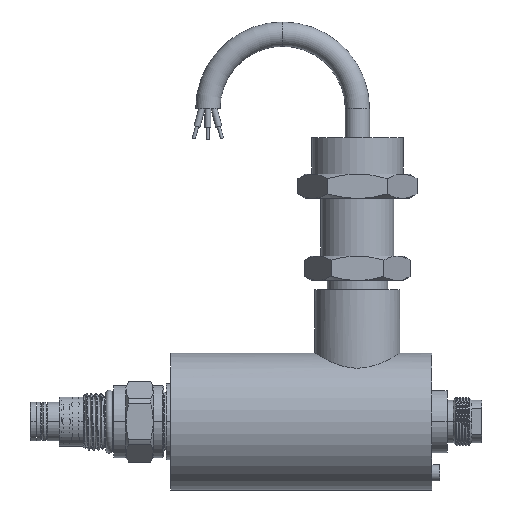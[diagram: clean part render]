
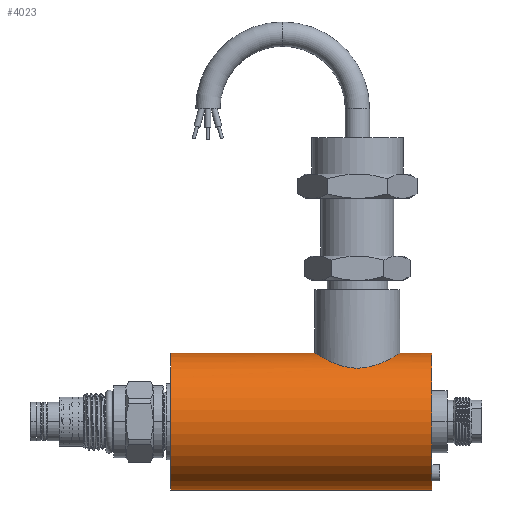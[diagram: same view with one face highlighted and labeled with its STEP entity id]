
A CAD part, front view. The second image highlights one B-rep face of the part: STEP entity #4023.
In plain terms, the highlighted cylindrical face has radius 22.5 mm (diameter 45 mm), a partial arc.
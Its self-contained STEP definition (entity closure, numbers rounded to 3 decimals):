
#41 = CARTESIAN_POINT ( 'NONE',  ( 76.069, -13.977, 17.632 ) ) ;
#146 = CARTESIAN_POINT ( 'NONE',  ( 77.476, -14., 17.614 ) ) ;
#194 = CARTESIAN_POINT ( 'NONE',  ( 63.476, -3.739, 22.206 ) ) ;
#216 = CIRCLE ( 'NONE', #2268, 22.5 ) ;
#571 = ORIENTED_EDGE ( 'NONE', *, *, #12665, .F. ) ;
#866 = VERTEX_POINT ( 'NONE', #8175 ) ;
#911 = VECTOR ( 'NONE', #6649, 1000. ) ;
#1121 = CARTESIAN_POINT ( 'NONE',  ( 89.715, -5.877, 21.723 ) ) ;
#1134 = FACE_OUTER_BOUND ( 'NONE', #2544, .T. ) ;
#1172 = CARTESIAN_POINT ( 'NONE',  ( 67.768, -10.534, 19.884 ) ) ;
#1218 = CARTESIAN_POINT ( 'NONE',  ( 64.925, -7.1, 21.354 ) ) ;
#1267 = CARTESIAN_POINT ( 'NONE',  ( 80.268, -13.621, 17.909 ) ) ;
#1348 = DIRECTION ( 'NONE',  ( -1., 0., 0. ) ) ;
#1488 = CARTESIAN_POINT ( 'NONE',  ( 15.5, 0., 0. ) ) ;
#1808 = DIRECTION ( 'NONE',  ( 1., 0., 0. ) ) ;
#1952 = LINE ( 'NONE', #12223, #6309 ) ;
#2268 = AXIS2_PLACEMENT_3D ( 'NONE', #1488, #1348, #13520 ) ;
#2404 = CARTESIAN_POINT ( 'NONE',  ( 69.94, -12.098, 18.972 ) ) ;
#2445 = DIRECTION ( 'NONE',  ( 0., 0., 1. ) ) ;
#2544 = EDGE_LOOP ( 'NONE', ( #13168, #10421, #571, #12536, #12987, #5736 ) ) ;
#2778 = VERTEX_POINT ( 'NONE', #10711 ) ;
#2833 = CARTESIAN_POINT ( 'NONE',  ( 15.5, 0., -22.5 ) ) ;
#2837 = DIRECTION ( 'NONE',  ( 0., 0., 1. ) ) ;
#3301 = DIRECTION ( 'NONE',  ( 1., 0., 0. ) ) ;
#3307 = CARTESIAN_POINT ( 'NONE',  ( 90.072, -5.033, 21.934 ) ) ;
#3353 = CARTESIAN_POINT ( 'NONE',  ( 73.288, -13.532, 17.978 ) ) ;
#3416 = CARTESIAN_POINT ( 'NONE',  ( 86.564, -10.233, 20.041 ) ) ;
#3465 = CARTESIAN_POINT ( 'NONE',  ( 85.541, -11.101, 19.573 ) ) ;
#3877 = CIRCLE ( 'NONE', #4964, 22.5 ) ;
#4023 = ADVANCED_FACE ( 'NONE', ( #1134 ), #10205, .T. ) ;
#4483 = CARTESIAN_POINT ( 'NONE',  ( 72.41, -13.258, 18.184 ) ) ;
#4578 = CARTESIAN_POINT ( 'NONE',  ( 83.293, -12.54, 18.687 ) ) ;
#4638 = CARTESIAN_POINT ( 'NONE',  ( 89.516, -6.289, 21.607 ) ) ;
#4733 = CARTESIAN_POINT ( 'NONE',  ( 63.121, -1.898, 22.425 ) ) ;
#4964 = AXIS2_PLACEMENT_3D ( 'NONE', #11752, #1808, #2837 ) ;
#5013 = CARTESIAN_POINT ( 'NONE',  ( 15.5, 0., -22.5 ) ) ;
#5552 = CARTESIAN_POINT ( 'NONE',  ( 90.905, -1.876, 22.441 ) ) ;
#5592 = VECTOR ( 'NONE', #12710, 1000. ) ;
#5594 = CARTESIAN_POINT ( 'NONE',  ( 71.147, -12.726, 18.556 ) ) ;
#5699 = CARTESIAN_POINT ( 'NONE',  ( 91., -0.944, 22.5 ) ) ;
#5736 = ORIENTED_EDGE ( 'NONE', *, *, #6934, .F. ) ;
#5754 = CARTESIAN_POINT ( 'NONE',  ( 65.161, -7.487, 21.222 ) ) ;
#5797 = VERTEX_POINT ( 'NONE', #9341 ) ;
#6309 = VECTOR ( 'NONE', #3301, 1000. ) ;
#6649 = DIRECTION ( 'NONE',  ( 1., 0., 0. ) ) ;
#6731 = CARTESIAN_POINT ( 'NONE',  ( 68.816, -11.367, 19.419 ) ) ;
#6780 = CARTESIAN_POINT ( 'NONE',  ( 84.079, -12.111, 18.971 ) ) ;
#6828 = CARTESIAN_POINT ( 'NONE',  ( 79.357, -13.808, 17.765 ) ) ;
#6881 = CARTESIAN_POINT ( 'NONE',  ( 63.751, -4.617, 22.038 ) ) ;
#6934 = EDGE_CURVE ( 'NONE', #5797, #2778, #13458, .T. ) ;
#7059 = EDGE_CURVE ( 'NONE', #13462, #5797, #216, .T. ) ;
#7812 = CARTESIAN_POINT ( 'NONE',  ( 81.593, -13.233, 18.198 ) ) ;
#7855 = CARTESIAN_POINT ( 'NONE',  ( 68.458, -11.101, 19.573 ) ) ;
#7902 = CARTESIAN_POINT ( 'NONE',  ( 75.136, -13.883, 17.706 ) ) ;
#7961 = CARTESIAN_POINT ( 'NONE',  ( 74.669, -13.813, 17.762 ) ) ;
#8009 = CARTESIAN_POINT ( 'NONE',  ( 63.194, -2.367, 22.38 ) ) ;
#8051 = CARTESIAN_POINT ( 'NONE',  ( 63., -0.475, 22.5 ) ) ;
#8175 = CARTESIAN_POINT ( 'NONE',  ( 101.5, 0., -22.5 ) ) ;
#8649 = CARTESIAN_POINT ( 'NONE',  ( 101.5, 0., 22.5 ) ) ;
#8857 = CARTESIAN_POINT ( 'NONE',  ( 91., 0., 22.5 ) ) ;
#8906 = CARTESIAN_POINT ( 'NONE',  ( 88.083, -8.602, 20.806 ) ) ;
#8960 = CARTESIAN_POINT ( 'NONE',  ( 64.487, -6.295, 21.606 ) ) ;
#9016 = CARTESIAN_POINT ( 'NONE',  ( 87.514, -9.288, 20.506 ) ) ;
#9065 = CARTESIAN_POINT ( 'NONE',  ( 78.892, -13.88, 17.709 ) ) ;
#9107 = CARTESIAN_POINT ( 'NONE',  ( 15.5, 0., 0. ) ) ;
#9341 = CARTESIAN_POINT ( 'NONE',  ( 15.5, 0., 22.5 ) ) ;
#9542 = AXIS2_PLACEMENT_3D ( 'NONE', #9107, #13538, #2445 ) ;
#9985 = CARTESIAN_POINT ( 'NONE',  ( 86.231, -10.535, 19.884 ) ) ;
#9991 = VERTEX_POINT ( 'NONE', #10649 ) ;
#10012 = CARTESIAN_POINT ( 'NONE',  ( 15.5, 0., 22.5 ) ) ;
#10039 = CARTESIAN_POINT ( 'NONE',  ( 76.537, -14., 17.614 ) ) ;
#10081 = CARTESIAN_POINT ( 'NONE',  ( 90.507, -3.712, 22.196 ) ) ;
#10187 = CARTESIAN_POINT ( 'NONE',  ( 67.434, -10.232, 20.042 ) ) ;
#10205 = CYLINDRICAL_SURFACE ( 'NONE', #9542, 22.5 ) ;
#10245 = CARTESIAN_POINT ( 'NONE',  ( 63.024, -0.952, 22.485 ) ) ;
#10421 = ORIENTED_EDGE ( 'NONE', *, *, #13933, .T. ) ;
#10649 = CARTESIAN_POINT ( 'NONE',  ( 91., 0., 22.5 ) ) ;
#10711 = CARTESIAN_POINT ( 'NONE',  ( 63., 0., 22.5 ) ) ;
#10922 = B_SPLINE_CURVE_WITH_KNOTS ( 'NONE', 3,
 ( #8857, #5699, #5552, #13493, #10081, #12285, #3307, #1121, #4638, #12334, #11260, #8906, #9016, #3416, #9985, #3465, #13436, #6780, #4578, #12387, #7812, #13343, #1267, #6828, #9065, #11110, #146, #10039, #41, #7902, #7961, #3353, #4483, #5594, #12431, #2404, #13388, #6731, #7855, #1172, #10187, #11201, #11307, #5754, #1218, #8960, #13547, #6881, #194, #8009, #4733, #10245, #8051, #11534 ),
 .UNSPECIFIED., .F., .F.,
 ( 4, 2, 2, 2, 2, 2, 2, 2, 2, 2, 2, 2, 2, 2, 2, 2, 2, 2, 2, 2, 2, 2, 2, 2, 2, 2, 4 ),
 ( 0.045, 0.048, 0.049, 0.051, 0.052, 0.053, 0.056, 0.058, 0.059, 0.062, 0.063, 0.065, 0.066, 0.067, 0.069, 0.07, 0.073, 0.075, 0.076, 0.077, 0.079, 0.082, 0.083, 0.084, 0.087, 0.089, 0.09 ),
 .UNSPECIFIED. ) ;
#11110 = CARTESIAN_POINT ( 'NONE',  ( 77.947, -13.976, 17.633 ) ) ;
#11201 = CARTESIAN_POINT ( 'NONE',  ( 66.485, -9.286, 20.506 ) ) ;
#11260 = CARTESIAN_POINT ( 'NONE',  ( 88.842, -7.482, 21.223 ) ) ;
#11307 = CARTESIAN_POINT ( 'NONE',  ( 65.918, -8.602, 20.806 ) ) ;
#11534 = CARTESIAN_POINT ( 'NONE',  ( 63., 0., 22.5 ) ) ;
#11752 = CARTESIAN_POINT ( 'NONE',  ( 101.5, 0., 0. ) ) ;
#11815 = EDGE_CURVE ( 'NONE', #9991, #2778, #10922, .T. ) ;
#12075 = VERTEX_POINT ( 'NONE', #8649 ) ;
#12223 = CARTESIAN_POINT ( 'NONE',  ( 15.5, 0., 22.5 ) ) ;
#12285 = CARTESIAN_POINT ( 'NONE',  ( 90.231, -4.6, 22.029 ) ) ;
#12334 = CARTESIAN_POINT ( 'NONE',  ( 89.08, -7.091, 21.358 ) ) ;
#12387 = CARTESIAN_POINT ( 'NONE',  ( 82.026, -13.075, 18.313 ) ) ;
#12431 = CARTESIAN_POINT ( 'NONE',  ( 70.734, -12.528, 18.691 ) ) ;
#12536 = ORIENTED_EDGE ( 'NONE', *, *, #13109, .F. ) ;
#12665 = EDGE_CURVE ( 'NONE', #12075, #866, #3877, .T. ) ;
#12710 = DIRECTION ( 'NONE',  ( 1., 0., 0. ) ) ;
#12987 = ORIENTED_EDGE ( 'NONE', *, *, #11815, .T. ) ;
#13109 = EDGE_CURVE ( 'NONE', #9991, #12075, #1952, .T. ) ;
#13168 = ORIENTED_EDGE ( 'NONE', *, *, #7059, .F. ) ;
#13343 = CARTESIAN_POINT ( 'NONE',  ( 80.715, -13.506, 17.996 ) ) ;
#13388 = CARTESIAN_POINT ( 'NONE',  ( 69.557, -11.866, 19.119 ) ) ;
#13436 = CARTESIAN_POINT ( 'NONE',  ( 85.185, -11.367, 19.42 ) ) ;
#13458 = LINE ( 'NONE', #10012, #911 ) ;
#13462 = VERTEX_POINT ( 'NONE', #2833 ) ;
#13493 = CARTESIAN_POINT ( 'NONE',  ( 90.625, -3.254, 22.268 ) ) ;
#13520 = DIRECTION ( 'NONE',  ( 0., 0., -1. ) ) ;
#13538 = DIRECTION ( 'NONE',  ( 1., 0., 0. ) ) ;
#13547 = CARTESIAN_POINT ( 'NONE',  ( 64.287, -5.881, 21.722 ) ) ;
#13933 = EDGE_CURVE ( 'NONE', #13462, #866, #13945, .T. ) ;
#13945 = LINE ( 'NONE', #5013, #5592 ) ;
